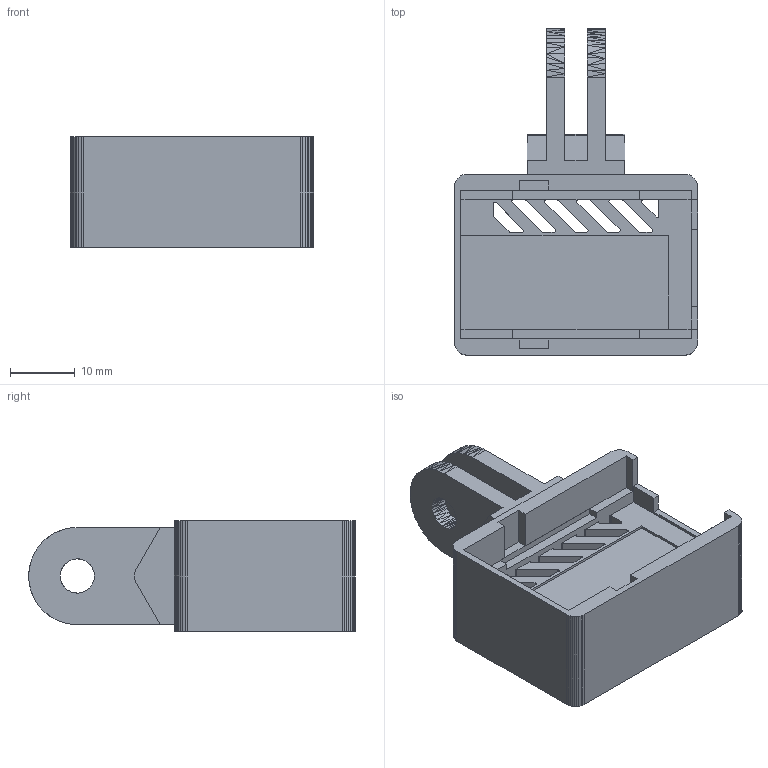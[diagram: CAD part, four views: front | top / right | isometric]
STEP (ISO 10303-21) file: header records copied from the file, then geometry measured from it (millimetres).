
FILE_DESCRIPTION(/* description */ (''),/* implementation_level */ '2;1');
FILE_NAME(/* name */ 'bottom_case.step',/* time_stamp */ '2026-02-08T12:27:50-05:00',/* author */ (''),/* organization */ (''),/* preprocessor_version */ 'ST-DEVELOPER v20.1',/* originating_system */ 'Autodesk Translation Framework v14.24.0.0',/* authorisation */ '');
FILE_SCHEMA (('AUTOMOTIVE_DESIGN { 1 0 10303 214 3 1 1 }'));
Length unit declared in the file: millimetre
Products named in the file (1): 2026-02-08-12-27-50-254
Bounding box: 37.55 x 50.44 x 17 mm (x, y, z)
Volume: 12682.3 mm3; surface area: 7149.9 mm2
Topology: 1 solids, 1 shells, 491 faces, 1159 edges, 666 vertices
Faces by surface type: plane 491
Entity records: 13445 total; most frequent: ORIENTED_EDGE 2318, CARTESIAN_POINT 2317, DIRECTION 2143, LINE 1159, VECTOR 1159, EDGE_CURVE 1159, VERTEX_POINT 666, EDGE_LOOP 503
